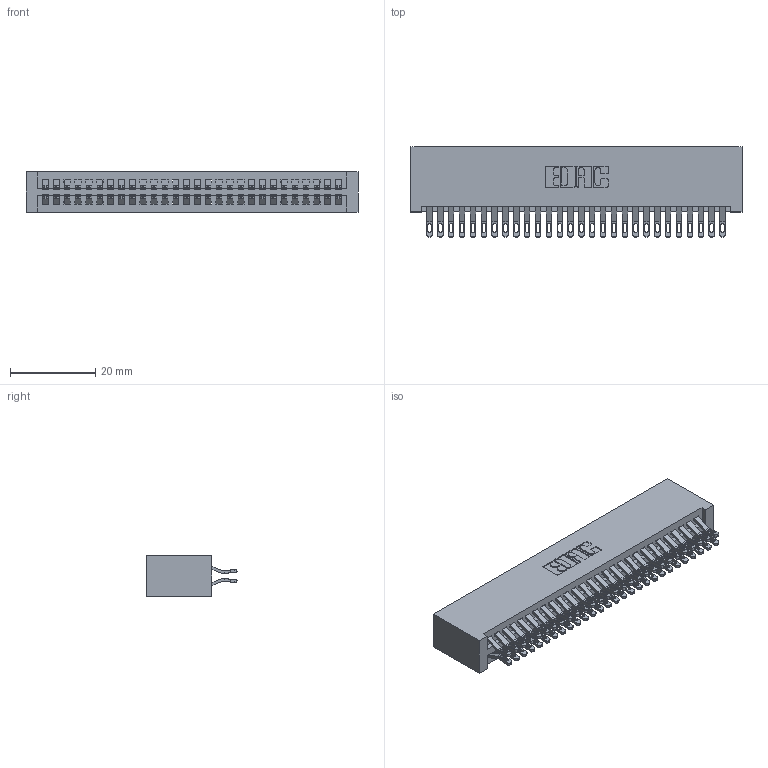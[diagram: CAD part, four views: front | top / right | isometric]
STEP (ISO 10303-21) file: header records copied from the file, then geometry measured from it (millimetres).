
FILE_DESCRIPTION (( 'STEP AP203' ), '1' );
FILE_NAME ('345-056-555-201.STEP', '2018-09-25T19:50:00', ( '' ), ( '' ), 'SwSTEP 2.0', 'SolidWorks 2016', '' );
FILE_SCHEMA (( 'CONFIG_CONTROL_DESIGN' ));
Length unit declared in the file: inch
Products named in the file (3): 345 Part_No Mounting Lugs; 345-292-001_555 Tail; 345-056-555-201
Assembly tree (57 placements, depth 2):
  345-056-555-201
    345 Part_No Mounting Lugs
    345-292-001_555 Tail  x56
Bounding box: 77.72 x 21.13 x 9.4 mm (x, y, z)
Volume: 8198.6 mm3; surface area: 12715.9 mm2
Topology: 57 solids, 57 shells, 3254 faces, 10229 edges, 6818 vertices
Faces by surface type: plane 1812, cylinder 1442
Entity records: 23903 total; most frequent: CARTESIAN_POINT 4054, ORIENTED_EDGE 3958, DIRECTION 3555, EDGE_CURVE 1979, LINE 1723, VECTOR 1723, VERTEX_POINT 1318, AXIS2_PLACEMENT_3D 916
